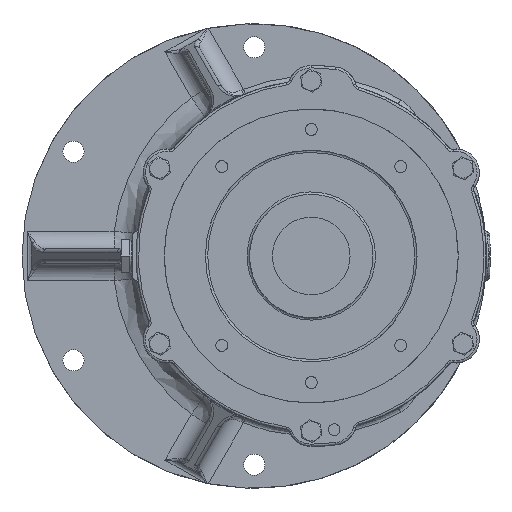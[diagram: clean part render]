
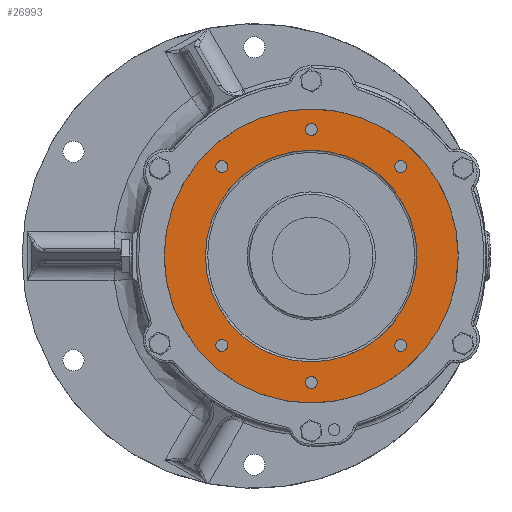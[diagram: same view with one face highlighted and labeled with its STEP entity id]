
A CAD part, left-side view. The second image highlights one B-rep face of the part: STEP entity #26993.
In plain terms, the highlighted planar face has unit normal (-1, 0, 0).
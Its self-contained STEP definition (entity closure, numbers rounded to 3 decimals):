
#50 = EDGE_CURVE ( 'NONE', #9249, #9249, #4309, .T. ) ;
#1731 = CARTESIAN_POINT ( 'NONE',  ( -118., -125., 0. ) ) ;
#2024 = FACE_BOUND ( 'NONE', #21498, .T. ) ;
#2027 = EDGE_LOOP ( 'NONE', ( #28567 ) ) ;
#2340 = DIRECTION ( 'NONE',  ( -1., 0., 0. ) ) ;
#2458 = VERTEX_POINT ( 'NONE', #8686 ) ;
#3019 = VERTEX_POINT ( 'NONE', #22606 ) ;
#3616 = AXIS2_PLACEMENT_3D ( 'NONE', #7858, #33075, #25145 ) ;
#3964 = EDGE_LOOP ( 'NONE', ( #31630 ) ) ;
#3974 = CIRCLE ( 'NONE', #25016, 5.1 ) ;
#4174 = VERTEX_POINT ( 'NONE', #1731 ) ;
#4265 = CARTESIAN_POINT ( 'NONE',  ( -118., 0., 0. ) ) ;
#4309 = CIRCLE ( 'NONE', #24157, 5.1 ) ;
#5144 = DIRECTION ( 'NONE',  ( 0., -1., 0. ) ) ;
#5224 = AXIS2_PLACEMENT_3D ( 'NONE', #32963, #9818, #9999 ) ;
#5324 = AXIS2_PLACEMENT_3D ( 'NONE', #22371, #33852, #19197 ) ;
#5551 = CARTESIAN_POINT ( 'NONE',  ( -118., 0., -107.5 ) ) ;
#6916 = EDGE_CURVE ( 'NONE', #17184, #17184, #3974, .T. ) ;
#6960 = AXIS2_PLACEMENT_3D ( 'NONE', #19184, #30649, #27821 ) ;
#7515 = FACE_OUTER_BOUND ( 'NONE', #19390, .T. ) ;
#7589 = CARTESIAN_POINT ( 'NONE',  ( -118., -90., 0. ) ) ;
#7858 = CARTESIAN_POINT ( 'NONE',  ( -118., -76.014, -76.014 ) ) ;
#7986 = ORIENTED_EDGE ( 'NONE', *, *, #33151, .T. ) ;
#8686 = CARTESIAN_POINT ( 'NONE',  ( -118., -70.914, 76.014 ) ) ;
#9249 = VERTEX_POINT ( 'NONE', #14513 ) ;
#9422 = AXIS2_PLACEMENT_3D ( 'NONE', #4265, #35538, #15965 ) ;
#9818 = DIRECTION ( 'NONE',  ( 1., 0., 0. ) ) ;
#9913 = EDGE_CURVE ( 'NONE', #11464, #11464, #30507, .T. ) ;
#9999 = DIRECTION ( 'NONE',  ( 0., 1., 0. ) ) ;
#10515 = FACE_BOUND ( 'NONE', #10568, .T. ) ;
#10568 = EDGE_LOOP ( 'NONE', ( #14822 ) ) ;
#11464 = VERTEX_POINT ( 'NONE', #22747 ) ;
#14406 = DIRECTION ( 'NONE',  ( 1., 0., 0. ) ) ;
#14513 = CARTESIAN_POINT ( 'NONE',  ( -118., 81.114, -76.014 ) ) ;
#14594 = CARTESIAN_POINT ( 'NONE',  ( -118., 76.014, -76.014 ) ) ;
#14822 = ORIENTED_EDGE ( 'NONE', *, *, #9913, .T. ) ;
#15965 = DIRECTION ( 'NONE',  ( 0., -1., 0. ) ) ;
#16002 = DIRECTION ( 'NONE',  ( 1., 0., 0. ) ) ;
#17184 = VERTEX_POINT ( 'NONE', #22636 ) ;
#17970 = EDGE_LOOP ( 'NONE', ( #21247 ) ) ;
#18944 = ORIENTED_EDGE ( 'NONE', *, *, #28275, .T. ) ;
#18993 = FACE_BOUND ( 'NONE', #21632, .T. ) ;
#19184 = CARTESIAN_POINT ( 'NONE',  ( -118., -125., 0. ) ) ;
#19197 = DIRECTION ( 'NONE',  ( 0., 1., 0. ) ) ;
#19218 = DIRECTION ( 'NONE',  ( 0., 1., 0. ) ) ;
#19390 = EDGE_LOOP ( 'NONE', ( #30298 ) ) ;
#19403 = DIRECTION ( 'NONE',  ( 1., 0., 0. ) ) ;
#21043 = CIRCLE ( 'NONE', #3616, 5.1 ) ;
#21247 = ORIENTED_EDGE ( 'NONE', *, *, #6916, .T. ) ;
#21498 = EDGE_LOOP ( 'NONE', ( #28818 ) ) ;
#21632 = EDGE_LOOP ( 'NONE', ( #7986 ) ) ;
#21996 = FACE_BOUND ( 'NONE', #17970, .T. ) ;
#22371 = CARTESIAN_POINT ( 'NONE',  ( -118., -76.014, 76.014 ) ) ;
#22513 = DIRECTION ( 'NONE',  ( 0., 1., 0. ) ) ;
#22606 = CARTESIAN_POINT ( 'NONE',  ( -118., -70.914, -76.014 ) ) ;
#22636 = CARTESIAN_POINT ( 'NONE',  ( -118., 5.1, -107.5 ) ) ;
#22747 = CARTESIAN_POINT ( 'NONE',  ( -118., 5.1, 107.5 ) ) ;
#23057 = DIRECTION ( 'NONE',  ( 0., 1., 0. ) ) ;
#24157 = AXIS2_PLACEMENT_3D ( 'NONE', #14594, #14406, #23057 ) ;
#24462 = AXIS2_PLACEMENT_3D ( 'NONE', #25471, #2340, #5144 ) ;
#24596 = CIRCLE ( 'NONE', #5324, 5.1 ) ;
#24808 = FACE_BOUND ( 'NONE', #31838, .T. ) ;
#25016 = AXIS2_PLACEMENT_3D ( 'NONE', #5551, #16002, #22513 ) ;
#25145 = DIRECTION ( 'NONE',  ( 0., 1., 0. ) ) ;
#25471 = CARTESIAN_POINT ( 'NONE',  ( -118., 0., 0. ) ) ;
#25556 = EDGE_CURVE ( 'NONE', #30338, #30338, #36484, .T. ) ;
#26993 = ADVANCED_FACE ( 'NONE', ( #7515, #24808, #2024, #36493, #18993, #36310, #10515, #21996 ), #33482, .T. ) ;
#27428 = CIRCLE ( 'NONE', #24462, 125. ) ;
#27821 = DIRECTION ( 'NONE',  ( 0., -1., 0. ) ) ;
#27897 = CARTESIAN_POINT ( 'NONE',  ( -118., 81.114, 76.014 ) ) ;
#28066 = AXIS2_PLACEMENT_3D ( 'NONE', #33513, #19403, #19218 ) ;
#28275 = EDGE_CURVE ( 'NONE', #30153, #30153, #31641, .T. ) ;
#28567 = ORIENTED_EDGE ( 'NONE', *, *, #25556, .T. ) ;
#28697 = EDGE_CURVE ( 'NONE', #4174, #4174, #27428, .T. ) ;
#28818 = ORIENTED_EDGE ( 'NONE', *, *, #50, .T. ) ;
#30153 = VERTEX_POINT ( 'NONE', #7589 ) ;
#30298 = ORIENTED_EDGE ( 'NONE', *, *, #28697, .T. ) ;
#30338 = VERTEX_POINT ( 'NONE', #27897 ) ;
#30507 = CIRCLE ( 'NONE', #5224, 5.1 ) ;
#30649 = DIRECTION ( 'NONE',  ( -1., 0., 0. ) ) ;
#31630 = ORIENTED_EDGE ( 'NONE', *, *, #35478, .T. ) ;
#31641 = CIRCLE ( 'NONE', #9422, 90. ) ;
#31838 = EDGE_LOOP ( 'NONE', ( #18944 ) ) ;
#32963 = CARTESIAN_POINT ( 'NONE',  ( -118., 0., 107.5 ) ) ;
#33075 = DIRECTION ( 'NONE',  ( 1., 0., 0. ) ) ;
#33151 = EDGE_CURVE ( 'NONE', #2458, #2458, #24596, .T. ) ;
#33482 = PLANE ( 'NONE',  #6960 ) ;
#33513 = CARTESIAN_POINT ( 'NONE',  ( -118., 76.014, 76.014 ) ) ;
#33852 = DIRECTION ( 'NONE',  ( 1., 0., 0. ) ) ;
#35478 = EDGE_CURVE ( 'NONE', #3019, #3019, #21043, .T. ) ;
#35538 = DIRECTION ( 'NONE',  ( 1., 0., 0. ) ) ;
#36310 = FACE_BOUND ( 'NONE', #3964, .T. ) ;
#36484 = CIRCLE ( 'NONE', #28066, 5.1 ) ;
#36493 = FACE_BOUND ( 'NONE', #2027, .T. ) ;
